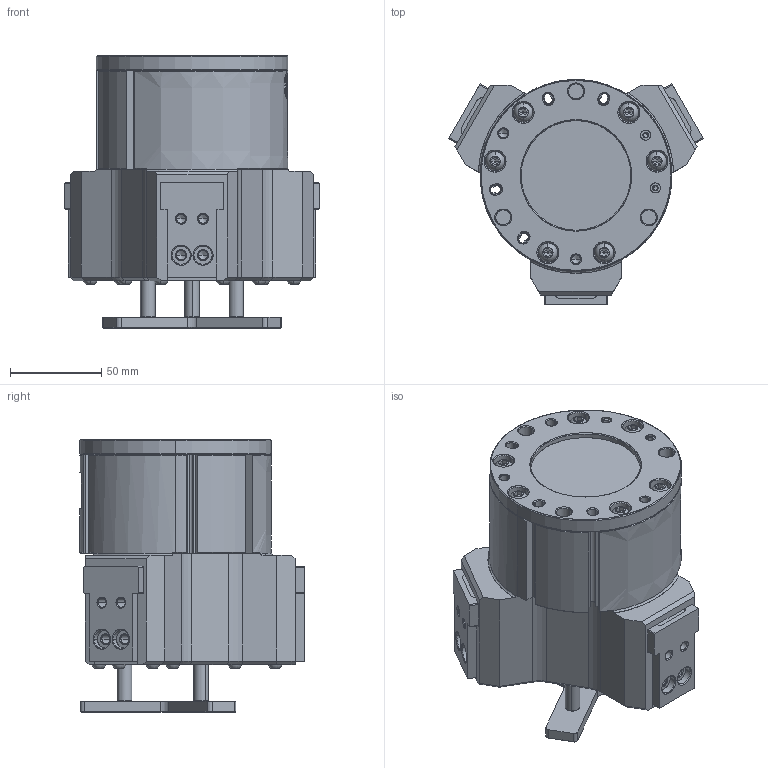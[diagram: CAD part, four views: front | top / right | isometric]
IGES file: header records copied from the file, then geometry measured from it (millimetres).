
Start section: SolidWorks IGES file using analytic representation for surfaces
Global section: file name: FY56N-D80-L.IGS; native system: SolidWorks 2020; preprocessor: SolidWorks 2020; author: Administrator; date: 231113.154926; units: millimetre
Bounding box: 139.32 x 122.98 x 149.42 mm (x, y, z)
Surface area: 207788.4 mm2 (no closed solid volume)
Topology: 0 solids, 0 shells, 2246 faces, 25441 edges, 25357 vertices
Faces by surface type: bspline 1454, revolution 792
